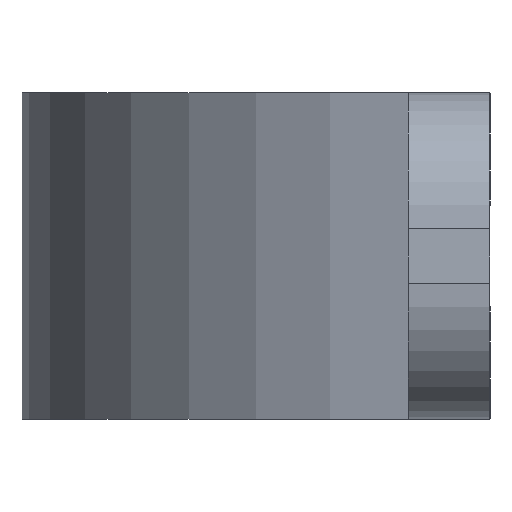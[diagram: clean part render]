
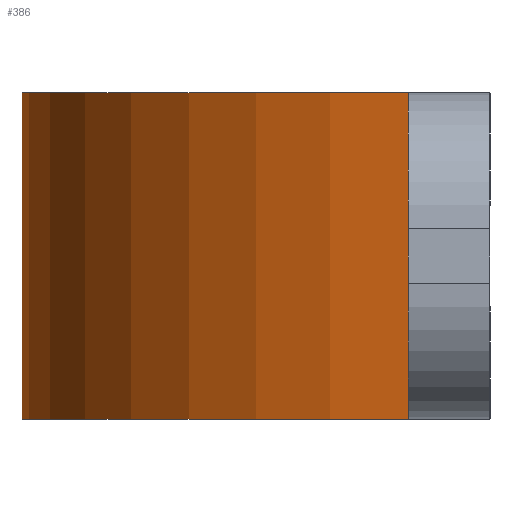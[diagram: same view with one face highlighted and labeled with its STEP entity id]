
A CAD part, left-side view. The second image highlights one B-rep face of the part: STEP entity #386.
In plain terms, the highlighted cylindrical face has radius 17.2 mm (diameter 34.4 mm), a partial arc.
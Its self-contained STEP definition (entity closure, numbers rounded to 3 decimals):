
#46=FACE_OUTER_BOUND('',#70,.T.);
#70=EDGE_LOOP('',(#339,#340,#341,#342));
#92=LINE('',#625,#126);
#105=LINE('',#661,#139);
#126=VECTOR('',#501,10.);
#139=VECTOR('',#534,10.);
#159=CIRCLE('',#448,17.2);
#160=CIRCLE('',#449,17.2);
#182=VERTEX_POINT('',#622);
#183=VERTEX_POINT('',#624);
#195=VERTEX_POINT('',#658);
#196=VERTEX_POINT('',#660);
#223=EDGE_CURVE('',#183,#182,#92,.T.);
#241=EDGE_CURVE('',#196,#195,#105,.T.);
#249=EDGE_CURVE('',#196,#182,#159,.T.);
#250=EDGE_CURVE('',#195,#183,#160,.T.);
#339=ORIENTED_EDGE('',*,*,#223,.T.);
#340=ORIENTED_EDGE('',*,*,#249,.F.);
#341=ORIENTED_EDGE('',*,*,#241,.T.);
#342=ORIENTED_EDGE('',*,*,#250,.T.);
#368=CYLINDRICAL_SURFACE('',#447,17.2);
#386=ADVANCED_FACE('',(#46),#368,.T.);
#447=AXIS2_PLACEMENT_3D('',#674,#558,#559);
#448=AXIS2_PLACEMENT_3D('',#675,#560,#561);
#449=AXIS2_PLACEMENT_3D('',#676,#562,#563);
#501=DIRECTION('',(0.,0.,1.));
#534=DIRECTION('',(0.,0.,-1.));
#558=DIRECTION('center_axis',(0.,0.,1.));
#559=DIRECTION('ref_axis',(1.,0.,0.));
#560=DIRECTION('center_axis',(0.,0.,1.));
#561=DIRECTION('ref_axis',(1.,0.,0.));
#562=DIRECTION('center_axis',(0.,0.,1.));
#563=DIRECTION('ref_axis',(1.,0.,0.));
#622=CARTESIAN_POINT('',(-16.936,3.,12.));
#624=CARTESIAN_POINT('',(-16.936,3.,0.));
#625=CARTESIAN_POINT('',(-16.936,3.,0.));
#658=CARTESIAN_POINT('',(16.936,3.,0.));
#660=CARTESIAN_POINT('',(16.936,3.,12.));
#661=CARTESIAN_POINT('',(16.936,3.,0.));
#674=CARTESIAN_POINT('Origin',(0.,0.,0.));
#675=CARTESIAN_POINT('Origin',(0.,0.,12.));
#676=CARTESIAN_POINT('Origin',(0.,0.,0.));
